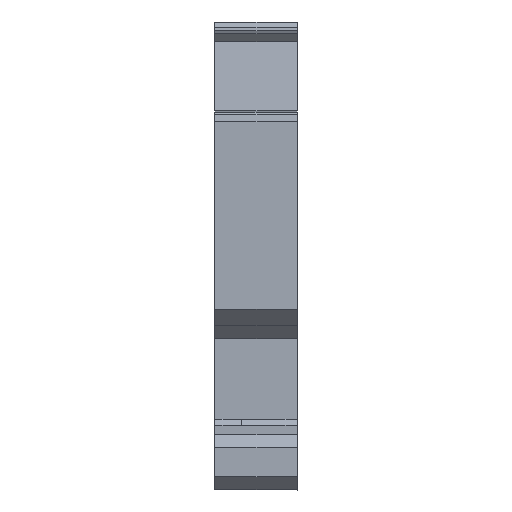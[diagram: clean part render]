
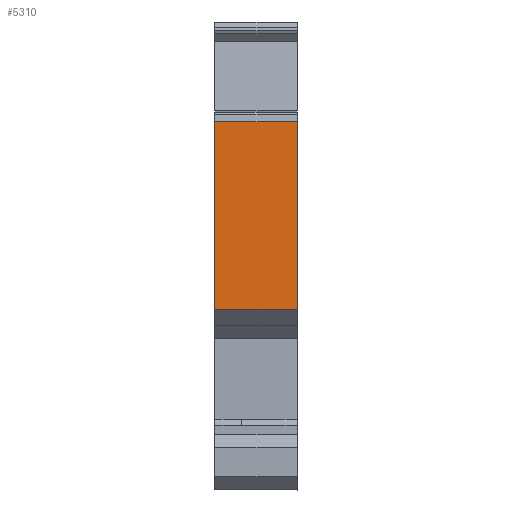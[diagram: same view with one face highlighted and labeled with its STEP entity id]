
A CAD part, left-side view. The second image highlights one B-rep face of the part: STEP entity #5310.
In plain terms, the highlighted free-form (B-spline) face has degree [1, 1] with [2, 2] control points.
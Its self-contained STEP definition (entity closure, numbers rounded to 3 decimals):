
#304=CARTESIAN_POINT('',(-23.3,-3.8,21.732));
#305=VERTEX_POINT('',#304);
#311=CARTESIAN_POINT('',(-23.3,-10.,21.732));
#312=VERTEX_POINT('',#311);
#313=CARTESIAN_POINT('',(-23.3,-3.8,21.732));
#314=CARTESIAN_POINT('',(-23.3,-10.,21.732));
#315=B_SPLINE_CURVE_WITH_KNOTS('',1,(#313,#314),.POLYLINE_FORM.,.F.,.U.,(2,2),(0.,1.),.UNSPECIFIED.);
#316=EDGE_CURVE('',#305,#312,#315,.T.);
#1893=CARTESIAN_POINT('',(-23.3,-3.8,7.6));
#1894=VERTEX_POINT('',#1893);
#1902=CARTESIAN_POINT('',(-23.3,-10.,7.6));
#1903=VERTEX_POINT('',#1902);
#1910=CARTESIAN_POINT('',(-23.3,-3.8,7.6));
#1911=CARTESIAN_POINT('',(-23.3,-10.,7.6));
#1912=B_SPLINE_CURVE_WITH_KNOTS('',1,(#1910,#1911),.POLYLINE_FORM.,.F.,.U.,(2,2),(0.,1.),.UNSPECIFIED.);
#1913=EDGE_CURVE('',#1894,#1903,#1912,.T.);
#5291=CARTESIAN_POINT('',(-23.3,-3.486,23.814));
#5292=CARTESIAN_POINT('',(-23.3,-10.314,23.814));
#5293=CARTESIAN_POINT('',(-23.3,-3.486,5.616));
#5294=CARTESIAN_POINT('',(-23.3,-10.314,5.616));
#5295=B_SPLINE_SURFACE_WITH_KNOTS('',1,1,((#5291,#5292),(#5293,#5294)),.PLANE_SURF.,.F.,.F.,.U.,(2,2),(2,2),(0.,1.),(0.,1.),.UNSPECIFIED.);
#5296=ORIENTED_EDGE('',*,*,#1913,.T.);
#5297=CARTESIAN_POINT('',(-23.3,-10.,21.732));
#5298=CARTESIAN_POINT('',(-23.3,-10.,7.6));
#5299=B_SPLINE_CURVE_WITH_KNOTS('',1,(#5297,#5298),.POLYLINE_FORM.,.F.,.U.,(2,2),(0.,1.),.UNSPECIFIED.);
#5300=EDGE_CURVE('',#312,#1903,#5299,.T.);
#5301=ORIENTED_EDGE('',*,*,#5300,.F.);
#5302=ORIENTED_EDGE('',*,*,#316,.F.);
#5303=CARTESIAN_POINT('',(-23.3,-3.8,21.732));
#5304=CARTESIAN_POINT('',(-23.3,-3.8,7.6));
#5305=B_SPLINE_CURVE_WITH_KNOTS('',1,(#5303,#5304),.POLYLINE_FORM.,.F.,.U.,(2,2),(0.,1.),.UNSPECIFIED.);
#5306=EDGE_CURVE('',#305,#1894,#5305,.T.);
#5307=ORIENTED_EDGE('',*,*,#5306,.T.);
#5308=EDGE_LOOP('',(#5296,#5301,#5302,#5307));
#5309=FACE_OUTER_BOUND('',#5308,.T.);
#5310=ADVANCED_FACE('',(#5309),#5295,.T.);
